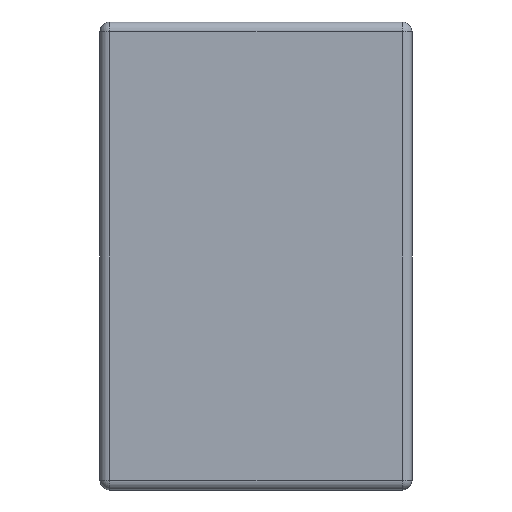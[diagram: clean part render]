
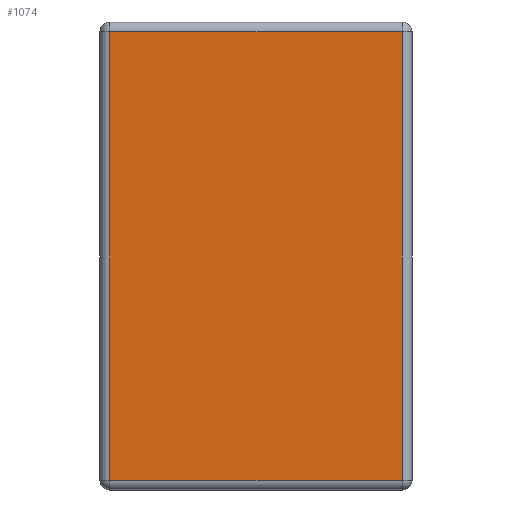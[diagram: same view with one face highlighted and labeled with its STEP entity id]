
A CAD part, left-side view. The second image highlights one B-rep face of the part: STEP entity #1074.
In plain terms, the highlighted planar face has unit normal (-1, 0, 0).
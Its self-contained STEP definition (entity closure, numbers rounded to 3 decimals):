
#81 = DIRECTION ( 'NONE',  ( 0., 0., 1. ) ) ;
#186 = VERTEX_POINT ( 'NONE', #3345 ) ;
#336 = CARTESIAN_POINT ( 'NONE',  ( 0., 1.744, -2.7 ) ) ;
#392 = EDGE_CURVE ( 'NONE', #3952, #457, #2639, .T. ) ;
#432 = CARTESIAN_POINT ( 'NONE',  ( 0., 0., -2.644 ) ) ;
#457 = VERTEX_POINT ( 'NONE', #1929 ) ;
#592 = LINE ( 'NONE', #2729, #2049 ) ;
#799 = ORIENTED_EDGE ( 'NONE', *, *, #392, .T. ) ;
#819 = DIRECTION ( 'NONE',  ( 0., 0., 1. ) ) ;
#1014 = LINE ( 'NONE', #336, #3699 ) ;
#1074 = ADVANCED_FACE ( 'NONE', ( #2608 ), #1871, .T. ) ;
#1364 = AXIS2_PLACEMENT_3D ( 'NONE', #1484, #3295, #819 ) ;
#1484 = CARTESIAN_POINT ( 'NONE',  ( 0., 0., 0. ) ) ;
#1596 = CARTESIAN_POINT ( 'NONE',  ( 0., 1.744, -2.644 ) ) ;
#1764 = DIRECTION ( 'NONE',  ( 0., 0., -1. ) ) ;
#1859 = EDGE_CURVE ( 'NONE', #457, #186, #4426, .T. ) ;
#1866 = ORIENTED_EDGE ( 'NONE', *, *, #3968, .T. ) ;
#1871 = PLANE ( 'NONE',  #1364 ) ;
#1929 = CARTESIAN_POINT ( 'NONE',  ( 0., 0.056, -2.644 ) ) ;
#2019 = DIRECTION ( 'NONE',  ( 0., 1., 0. ) ) ;
#2049 = VECTOR ( 'NONE', #2019, 1000. ) ;
#2232 = ORIENTED_EDGE ( 'NONE', *, *, #1859, .T. ) ;
#2557 = ORIENTED_EDGE ( 'NONE', *, *, #2658, .T. ) ;
#2608 = FACE_OUTER_BOUND ( 'NONE', #3556, .T. ) ;
#2621 = DIRECTION ( 'NONE',  ( 0., -1., 0. ) ) ;
#2639 = LINE ( 'NONE', #432, #3200 ) ;
#2658 = EDGE_CURVE ( 'NONE', #2699, #3952, #1014, .T. ) ;
#2699 = VERTEX_POINT ( 'NONE', #4223 ) ;
#2729 = CARTESIAN_POINT ( 'NONE',  ( 0., 1.8, -0.056 ) ) ;
#2859 = VECTOR ( 'NONE', #81, 1000. ) ;
#2948 = CARTESIAN_POINT ( 'NONE',  ( 0., 0.056, 0. ) ) ;
#3200 = VECTOR ( 'NONE', #2621, 1000. ) ;
#3295 = DIRECTION ( 'NONE',  ( -1., 0., 0. ) ) ;
#3345 = CARTESIAN_POINT ( 'NONE',  ( 0., 0.056, -0.056 ) ) ;
#3556 = EDGE_LOOP ( 'NONE', ( #799, #2232, #1866, #2557 ) ) ;
#3699 = VECTOR ( 'NONE', #1764, 1000. ) ;
#3952 = VERTEX_POINT ( 'NONE', #1596 ) ;
#3968 = EDGE_CURVE ( 'NONE', #186, #2699, #592, .T. ) ;
#4223 = CARTESIAN_POINT ( 'NONE',  ( 0., 1.744, -0.056 ) ) ;
#4426 = LINE ( 'NONE', #2948, #2859 ) ;
